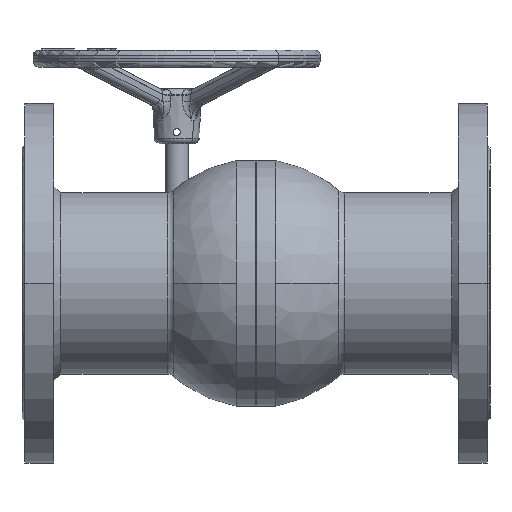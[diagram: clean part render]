
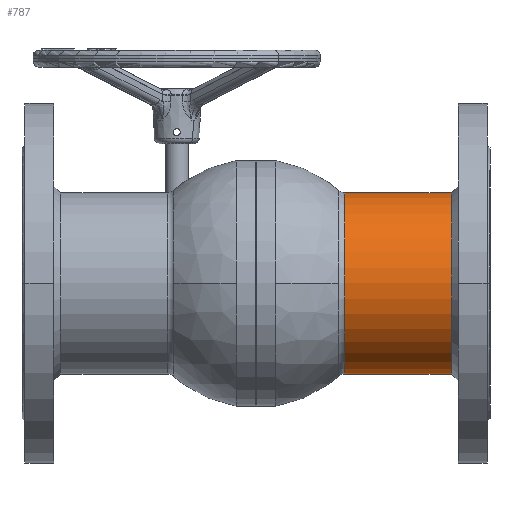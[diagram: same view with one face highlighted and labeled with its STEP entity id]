
A CAD part, front view. The second image highlights one B-rep face of the part: STEP entity #787.
In plain terms, the highlighted cylindrical face has radius 63 mm (diameter 126 mm), a partial arc.
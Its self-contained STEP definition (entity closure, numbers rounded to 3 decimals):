
#787 = ADVANCED_FACE ( 'NONE', ( #3731 ), #37494, .T. ) ;
#2344 = CARTESIAN_POINT ( 'NONE',  ( 61.57, 71.142, -63. ) ) ;
#3731 = FACE_OUTER_BOUND ( 'NONE', #33700, .T. ) ;
#3826 = CARTESIAN_POINT ( 'NONE',  ( 155., 71.142, 63. ) ) ;
#4689 = CARTESIAN_POINT ( 'NONE',  ( 222.77, 71.142, 0. ) ) ;
#5265 = VERTEX_POINT ( 'NONE', #2344 ) ;
#6617 = LINE ( 'NONE', #29113, #44678 ) ;
#6957 = AXIS2_PLACEMENT_3D ( 'NONE', #26102, #28984, #33280 ) ;
#7247 = ORIENTED_EDGE ( 'NONE', *, *, #37010, .T. ) ;
#8480 = CARTESIAN_POINT ( 'NONE',  ( 61.57, 71.142, 0. ) ) ;
#9092 = VERTEX_POINT ( 'NONE', #46573 ) ;
#10115 = EDGE_CURVE ( 'NONE', #9092, #5265, #39014, .T. ) ;
#11662 = ORIENTED_EDGE ( 'NONE', *, *, #17446, .T. ) ;
#12147 = LINE ( 'NONE', #23624, #44489 ) ;
#15268 = DIRECTION ( 'NONE',  ( 1., 0., 0. ) ) ;
#17446 = EDGE_CURVE ( 'NONE', #5265, #34267, #6617, .T. ) ;
#17749 = ORIENTED_EDGE ( 'NONE', *, *, #41081, .F. ) ;
#21499 = CARTESIAN_POINT ( 'NONE',  ( 155., 71.142, -63. ) ) ;
#23624 = CARTESIAN_POINT ( 'NONE',  ( 222.77, 71.142, 63. ) ) ;
#26102 = CARTESIAN_POINT ( 'NONE',  ( 155., 71.142, 0. ) ) ;
#27587 = CIRCLE ( 'NONE', #6957, 63. ) ;
#28984 = DIRECTION ( 'NONE',  ( -1., 0., 0. ) ) ;
#29113 = CARTESIAN_POINT ( 'NONE',  ( 222.77, 71.142, -63. ) ) ;
#29145 = ORIENTED_EDGE ( 'NONE', *, *, #10115, .T. ) ;
#32950 = DIRECTION ( 'NONE',  ( 0., 0., 1. ) ) ;
#32994 = AXIS2_PLACEMENT_3D ( 'NONE', #4689, #36557, #32950 ) ;
#33280 = DIRECTION ( 'NONE',  ( 0., 0., -1. ) ) ;
#33700 = EDGE_LOOP ( 'NONE', ( #29145, #11662, #7247, #17749 ) ) ;
#34267 = VERTEX_POINT ( 'NONE', #21499 ) ;
#36018 = VERTEX_POINT ( 'NONE', #3826 ) ;
#36557 = DIRECTION ( 'NONE',  ( 1., 0., 0. ) ) ;
#37010 = EDGE_CURVE ( 'NONE', #34267, #36018, #27587, .T. ) ;
#37494 = CYLINDRICAL_SURFACE ( 'NONE', #32994, 63. ) ;
#39014 = CIRCLE ( 'NONE', #42854, 63. ) ;
#39663 = DIRECTION ( 'NONE',  ( 1., 0., 0. ) ) ;
#40814 = DIRECTION ( 'NONE',  ( 1., 0., 0. ) ) ;
#41081 = EDGE_CURVE ( 'NONE', #9092, #36018, #12147, .T. ) ;
#41286 = DIRECTION ( 'NONE',  ( 0., 0., 1. ) ) ;
#42854 = AXIS2_PLACEMENT_3D ( 'NONE', #8480, #40814, #41286 ) ;
#44489 = VECTOR ( 'NONE', #15268, 1000. ) ;
#44678 = VECTOR ( 'NONE', #39663, 1000. ) ;
#46573 = CARTESIAN_POINT ( 'NONE',  ( 61.57, 71.142, 63. ) ) ;
